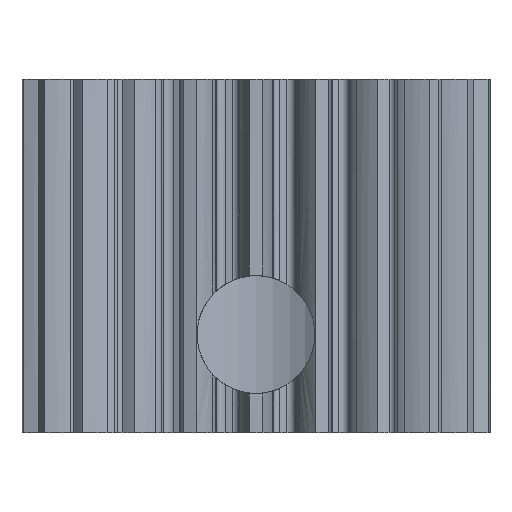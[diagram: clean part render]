
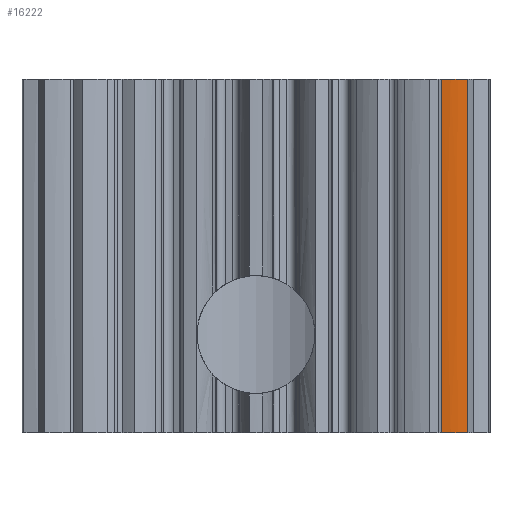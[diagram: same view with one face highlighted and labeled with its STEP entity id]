
A CAD part, left-side view. The second image highlights one B-rep face of the part: STEP entity #16222.
In plain terms, the highlighted face is a extrusion surface.
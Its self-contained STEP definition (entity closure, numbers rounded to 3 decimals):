
#72 = PLANE('',#73);
#73 = AXIS2_PLACEMENT_3D('',#74,#75,#76);
#74 = CARTESIAN_POINT('',(0.,0.,9.));
#75 = DIRECTION('',(0.,0.,1.));
#76 = DIRECTION('',(1.,0.,0.));
#129 = PLANE('',#130);
#130 = AXIS2_PLACEMENT_3D('',#131,#132,#133);
#131 = CARTESIAN_POINT('',(0.,0.,0.));
#132 = DIRECTION('',(0.,0.,1.));
#133 = DIRECTION('',(1.,0.,0.));
#4955 = VERTEX_POINT('',#4956);
#4956 = CARTESIAN_POINT('',(-2.616,-4.718,0.));
#4972 = SURFACE_OF_LINEAR_EXTRUSION('',#4973,#4978);
#4973 = B_SPLINE_CURVE_WITH_KNOTS('',3,(#4974,#4975,#4976,#4977),
  .UNSPECIFIED.,.F.,.F.,(4,4),(0.,1.),.PIECEWISE_BEZIER_KNOTS.);
#4974 = CARTESIAN_POINT('',(-2.548,-4.507,0.));
#4975 = CARTESIAN_POINT('',(-2.559,-4.529,0.));
#4976 = CARTESIAN_POINT('',(-2.589,-4.596,0.));
#4977 = CARTESIAN_POINT('',(-2.616,-4.718,0.));
#4978 = VECTOR('',#4979,1.);
#4979 = DIRECTION('',(-0.,-0.,-1.));
#4987 = EDGE_CURVE('',#4955,#4988,#4990,.T.);
#4988 = VERTEX_POINT('',#4989);
#4989 = CARTESIAN_POINT('',(-2.652,-5.383,0.));
#4990 = SURFACE_CURVE('',#4991,(#4996,#5004),.PCURVE_S1.);
#4991 = B_SPLINE_CURVE_WITH_KNOTS('',3,(#4992,#4993,#4994,#4995),
  .UNSPECIFIED.,.F.,.F.,(4,4),(0.,1.),.PIECEWISE_BEZIER_KNOTS.);
#4992 = CARTESIAN_POINT('',(-2.616,-4.718,0.));
#4993 = CARTESIAN_POINT('',(-2.648,-4.865,0.));
#4994 = CARTESIAN_POINT('',(-2.674,-5.085,0.));
#4995 = CARTESIAN_POINT('',(-2.652,-5.383,0.));
#4996 = PCURVE('',#129,#4997);
#4997 = DEFINITIONAL_REPRESENTATION('',(#4998),#5003);
#4998 = B_SPLINE_CURVE_WITH_KNOTS('',3,(#4999,#5000,#5001,#5002),
  .UNSPECIFIED.,.F.,.F.,(4,4),(0.,1.),.PIECEWISE_BEZIER_KNOTS.);
#4999 = CARTESIAN_POINT('',(-2.616,-4.718));
#5000 = CARTESIAN_POINT('',(-2.648,-4.865));
#5001 = CARTESIAN_POINT('',(-2.674,-5.085));
#5002 = CARTESIAN_POINT('',(-2.652,-5.383));
#5003 = ( GEOMETRIC_REPRESENTATION_CONTEXT(2) 
PARAMETRIC_REPRESENTATION_CONTEXT() REPRESENTATION_CONTEXT('2D SPACE',''
  ) );
#5004 = PCURVE('',#5005,#5013);
#5005 = SURFACE_OF_LINEAR_EXTRUSION('',#5006,#5011);
#5006 = B_SPLINE_CURVE_WITH_KNOTS('',3,(#5007,#5008,#5009,#5010),
  .UNSPECIFIED.,.F.,.F.,(4,4),(0.,1.),.PIECEWISE_BEZIER_KNOTS.);
#5007 = CARTESIAN_POINT('',(-2.616,-4.718,0.));
#5008 = CARTESIAN_POINT('',(-2.648,-4.865,0.));
#5009 = CARTESIAN_POINT('',(-2.674,-5.085,0.));
#5010 = CARTESIAN_POINT('',(-2.652,-5.383,0.));
#5011 = VECTOR('',#5012,1.);
#5012 = DIRECTION('',(-0.,-0.,-1.));
#5013 = DEFINITIONAL_REPRESENTATION('',(#5014),#5018);
#5014 = LINE('',#5015,#5016);
#5015 = CARTESIAN_POINT('',(0.,0.));
#5016 = VECTOR('',#5017,1.);
#5017 = DIRECTION('',(1.,0.));
#5018 = ( GEOMETRIC_REPRESENTATION_CONTEXT(2) 
PARAMETRIC_REPRESENTATION_CONTEXT() REPRESENTATION_CONTEXT('2D SPACE',''
  ) );
#5037 = CYLINDRICAL_SURFACE('',#5038,6.);
#5038 = AXIS2_PLACEMENT_3D('',#5039,#5040,#5041);
#5039 = CARTESIAN_POINT('',(0.,0.,0.)
  );
#5040 = DIRECTION('',(-0.,-0.,-1.));
#5041 = DIRECTION('',(-0.442,-0.897,0.));
#10936 = VERTEX_POINT('',#10937);
#10937 = CARTESIAN_POINT('',(-2.616,-4.718,9.));
#10960 = EDGE_CURVE('',#10936,#10961,#10963,.T.);
#10961 = VERTEX_POINT('',#10962);
#10962 = CARTESIAN_POINT('',(-2.652,-5.383,9.));
#10963 = SURFACE_CURVE('',#10964,(#10969,#10977),.PCURVE_S1.);
#10964 = B_SPLINE_CURVE_WITH_KNOTS('',3,(#10965,#10966,#10967,#10968),
  .UNSPECIFIED.,.F.,.F.,(4,4),(0.,1.),.PIECEWISE_BEZIER_KNOTS.);
#10965 = CARTESIAN_POINT('',(-2.616,-4.718,9.));
#10966 = CARTESIAN_POINT('',(-2.648,-4.865,9.));
#10967 = CARTESIAN_POINT('',(-2.674,-5.085,9.));
#10968 = CARTESIAN_POINT('',(-2.652,-5.383,9.));
#10969 = PCURVE('',#72,#10970);
#10970 = DEFINITIONAL_REPRESENTATION('',(#10971),#10976);
#10971 = B_SPLINE_CURVE_WITH_KNOTS('',3,(#10972,#10973,#10974,#10975),
  .UNSPECIFIED.,.F.,.F.,(4,4),(0.,1.),.PIECEWISE_BEZIER_KNOTS.);
#10972 = CARTESIAN_POINT('',(-2.616,-4.718));
#10973 = CARTESIAN_POINT('',(-2.648,-4.865));
#10974 = CARTESIAN_POINT('',(-2.674,-5.085));
#10975 = CARTESIAN_POINT('',(-2.652,-5.383));
#10976 = ( GEOMETRIC_REPRESENTATION_CONTEXT(2) 
PARAMETRIC_REPRESENTATION_CONTEXT() REPRESENTATION_CONTEXT('2D SPACE',''
  ) );
#10977 = PCURVE('',#5005,#10978);
#10978 = DEFINITIONAL_REPRESENTATION('',(#10979),#10983);
#10979 = LINE('',#10980,#10981);
#10980 = CARTESIAN_POINT('',(0.,-9.));
#10981 = VECTOR('',#10982,1.);
#10982 = DIRECTION('',(1.,0.));
#10983 = ( GEOMETRIC_REPRESENTATION_CONTEXT(2) 
PARAMETRIC_REPRESENTATION_CONTEXT() REPRESENTATION_CONTEXT('2D SPACE',''
  ) );
#16172 = EDGE_CURVE('',#4988,#10961,#16173,.T.);
#16173 = SURFACE_CURVE('',#16174,(#16178,#16185),.PCURVE_S1.);
#16174 = LINE('',#16175,#16176);
#16175 = CARTESIAN_POINT('',(-2.652,-5.383,0.));
#16176 = VECTOR('',#16177,1.);
#16177 = DIRECTION('',(0.,0.,1.));
#16178 = PCURVE('',#5037,#16179);
#16179 = DEFINITIONAL_REPRESENTATION('',(#16180),#16184);
#16180 = LINE('',#16181,#16182);
#16181 = CARTESIAN_POINT('',(-0.,0.));
#16182 = VECTOR('',#16183,1.);
#16183 = DIRECTION('',(-0.,-1.));
#16184 = ( GEOMETRIC_REPRESENTATION_CONTEXT(2) 
PARAMETRIC_REPRESENTATION_CONTEXT() REPRESENTATION_CONTEXT('2D SPACE',''
  ) );
#16185 = PCURVE('',#5005,#16186);
#16186 = DEFINITIONAL_REPRESENTATION('',(#16187),#16191);
#16187 = LINE('',#16188,#16189);
#16188 = CARTESIAN_POINT('',(1.,0.));
#16189 = VECTOR('',#16190,1.);
#16190 = DIRECTION('',(0.,-1.));
#16191 = ( GEOMETRIC_REPRESENTATION_CONTEXT(2) 
PARAMETRIC_REPRESENTATION_CONTEXT() REPRESENTATION_CONTEXT('2D SPACE',''
  ) );
#16222 = ADVANCED_FACE('',(#16223),#5005,.F.);
#16223 = FACE_BOUND('',#16224,.F.);
#16224 = EDGE_LOOP('',(#16225,#16246,#16247,#16248));
#16225 = ORIENTED_EDGE('',*,*,#16226,.T.);
#16226 = EDGE_CURVE('',#4955,#10936,#16227,.T.);
#16227 = SURFACE_CURVE('',#16228,(#16232,#16239),.PCURVE_S1.);
#16228 = LINE('',#16229,#16230);
#16229 = CARTESIAN_POINT('',(-2.616,-4.718,0.));
#16230 = VECTOR('',#16231,1.);
#16231 = DIRECTION('',(0.,0.,1.));
#16232 = PCURVE('',#5005,#16233);
#16233 = DEFINITIONAL_REPRESENTATION('',(#16234),#16238);
#16234 = LINE('',#16235,#16236);
#16235 = CARTESIAN_POINT('',(0.,0.));
#16236 = VECTOR('',#16237,1.);
#16237 = DIRECTION('',(0.,-1.));
#16238 = ( GEOMETRIC_REPRESENTATION_CONTEXT(2) 
PARAMETRIC_REPRESENTATION_CONTEXT() REPRESENTATION_CONTEXT('2D SPACE',''
  ) );
#16239 = PCURVE('',#4972,#16240);
#16240 = DEFINITIONAL_REPRESENTATION('',(#16241),#16245);
#16241 = LINE('',#16242,#16243);
#16242 = CARTESIAN_POINT('',(1.,0.));
#16243 = VECTOR('',#16244,1.);
#16244 = DIRECTION('',(0.,-1.));
#16245 = ( GEOMETRIC_REPRESENTATION_CONTEXT(2) 
PARAMETRIC_REPRESENTATION_CONTEXT() REPRESENTATION_CONTEXT('2D SPACE',''
  ) );
#16246 = ORIENTED_EDGE('',*,*,#10960,.T.);
#16247 = ORIENTED_EDGE('',*,*,#16172,.F.);
#16248 = ORIENTED_EDGE('',*,*,#4987,.F.);
